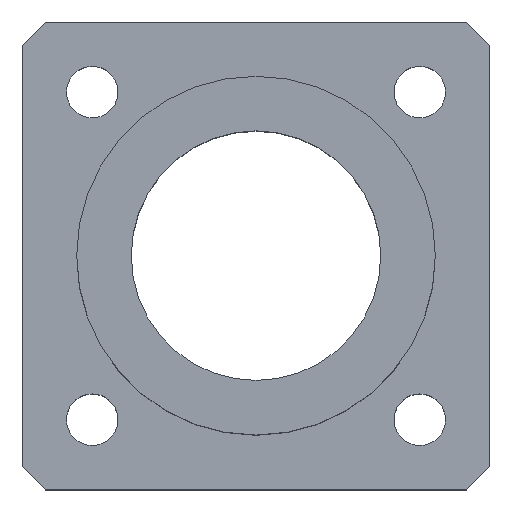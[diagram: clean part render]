
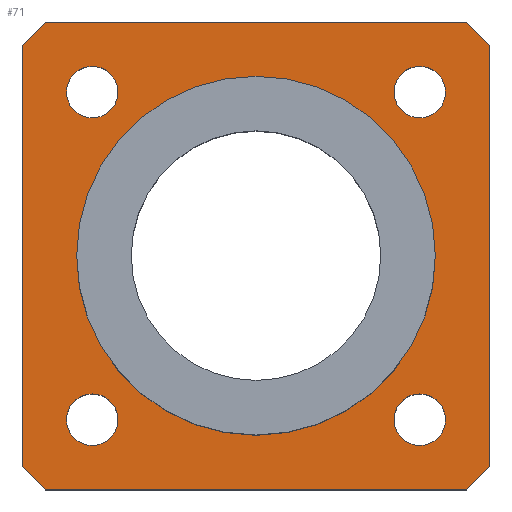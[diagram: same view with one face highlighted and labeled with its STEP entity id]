
A CAD part, top view. The second image highlights one B-rep face of the part: STEP entity #71.
In plain terms, the highlighted planar face has unit normal (0, 0, 1).
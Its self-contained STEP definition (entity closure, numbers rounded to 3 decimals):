
#71 = ADVANCED_FACE( '', ( #153, #154, #155, #156, #157, #158 ), #159, .T. );
#153 = FACE_OUTER_BOUND( '', #236, .T. );
#154 = FACE_BOUND( '', #237, .T. );
#155 = FACE_BOUND( '', #238, .T. );
#156 = FACE_BOUND( '', #239, .T. );
#157 = FACE_BOUND( '', #240, .T. );
#158 = FACE_BOUND( '', #241, .T. );
#159 = PLANE( '', #242 );
#236 = EDGE_LOOP( '', ( #363, #364, #365, #366, #367, #368, #369, #370 ) );
#237 = EDGE_LOOP( '', ( #371 ) );
#238 = EDGE_LOOP( '', ( #372 ) );
#239 = EDGE_LOOP( '', ( #373 ) );
#240 = EDGE_LOOP( '', ( #374 ) );
#241 = EDGE_LOOP( '', ( #375 ) );
#242 = AXIS2_PLACEMENT_3D( '', #376, #377, #378 );
#363 = ORIENTED_EDGE( '', *, *, #457, .T. );
#364 = ORIENTED_EDGE( '', *, *, #422, .T. );
#365 = ORIENTED_EDGE( '', *, *, #443, .T. );
#366 = ORIENTED_EDGE( '', *, *, #458, .T. );
#367 = ORIENTED_EDGE( '', *, *, #459, .T. );
#368 = ORIENTED_EDGE( '', *, *, #412, .T. );
#369 = ORIENTED_EDGE( '', *, *, #426, .T. );
#370 = ORIENTED_EDGE( '', *, *, #417, .T. );
#371 = ORIENTED_EDGE( '', *, *, #455, .F. );
#372 = ORIENTED_EDGE( '', *, *, #448, .F. );
#373 = ORIENTED_EDGE( '', *, *, #440, .F. );
#374 = ORIENTED_EDGE( '', *, *, #460, .F. );
#375 = ORIENTED_EDGE( '', *, *, #445, .T. );
#376 = CARTESIAN_POINT( '', ( 0., 0., 10. ) );
#377 = DIRECTION( '', ( 0., 0., 1. ) );
#378 = DIRECTION( '', ( 1., 0., 0. ) );
#412 = EDGE_CURVE( '', #472, #470, #473, .T. );
#417 = EDGE_CURVE( '', #481, #479, #482, .T. );
#422 = EDGE_CURVE( '', #490, #488, #491, .T. );
#426 = EDGE_CURVE( '', #470, #481, #495, .T. );
#440 = EDGE_CURVE( '', #517, #517, #518, .T. );
#443 = EDGE_CURVE( '', #488, #520, #522, .T. );
#445 = EDGE_CURVE( '', #524, #524, #525, .F. );
#448 = EDGE_CURVE( '', #529, #529, #530, .T. );
#455 = EDGE_CURVE( '', #539, #539, #540, .T. );
#457 = EDGE_CURVE( '', #479, #490, #542, .T. );
#458 = EDGE_CURVE( '', #520, #543, #544, .T. );
#459 = EDGE_CURVE( '', #543, #472, #545, .T. );
#460 = EDGE_CURVE( '', #546, #546, #547, .T. );
#470 = VERTEX_POINT( '', #558 );
#472 = VERTEX_POINT( '', #561 );
#473 = LINE( '', #562, #563 );
#479 = VERTEX_POINT( '', #571 );
#481 = VERTEX_POINT( '', #574 );
#482 = LINE( '', #575, #576 );
#488 = VERTEX_POINT( '', #584 );
#490 = VERTEX_POINT( '', #587 );
#491 = LINE( '', #588, #589 );
#495 = LINE( '', #595, #596 );
#517 = VERTEX_POINT( '', #622 );
#518 = CIRCLE( '', #623, 3.3 );
#520 = VERTEX_POINT( '', #625 );
#522 = LINE( '', #628, #629 );
#524 = VERTEX_POINT( '', #631 );
#525 = CIRCLE( '', #632, 23. );
#529 = VERTEX_POINT( '', #636 );
#530 = CIRCLE( '', #637, 3.3 );
#539 = VERTEX_POINT( '', #646 );
#540 = CIRCLE( '', #647, 3.3 );
#542 = LINE( '', #649, #650 );
#543 = VERTEX_POINT( '', #651 );
#544 = LINE( '', #652, #653 );
#545 = LINE( '', #654, #655 );
#546 = VERTEX_POINT( '', #656 );
#547 = CIRCLE( '', #657, 3.3 );
#558 = CARTESIAN_POINT( '', ( 30., 57., 10. ) );
#561 = CARTESIAN_POINT( '', ( 30., 3., 10. ) );
#562 = CARTESIAN_POINT( '', ( 30., 3., 10. ) );
#563 = VECTOR( '', #666, 1000. );
#571 = CARTESIAN_POINT( '', ( -27., 60., 10. ) );
#574 = CARTESIAN_POINT( '', ( 27., 60., 10. ) );
#575 = CARTESIAN_POINT( '', ( 27., 60., 10. ) );
#576 = VECTOR( '', #670, 1000. );
#584 = CARTESIAN_POINT( '', ( -30., 3., 10. ) );
#587 = CARTESIAN_POINT( '', ( -30., 57., 10. ) );
#588 = CARTESIAN_POINT( '', ( -30., 57., 10. ) );
#589 = VECTOR( '', #674, 1000. );
#595 = CARTESIAN_POINT( '', ( 30., 57., 10. ) );
#596 = VECTOR( '', #677, 1000. );
#622 = CARTESIAN_POINT( '', ( -17.7, 51., 10. ) );
#623 = AXIS2_PLACEMENT_3D( '', #700, #701, #702 );
#625 = CARTESIAN_POINT( '', ( -27., 0., 10. ) );
#628 = CARTESIAN_POINT( '', ( -30., 3., 10. ) );
#629 = VECTOR( '', #704, 1000. );
#631 = CARTESIAN_POINT( '', ( 23., 30., 10. ) );
#632 = AXIS2_PLACEMENT_3D( '', #705, #706, #707 );
#636 = CARTESIAN_POINT( '', ( 24.3, 9., 10. ) );
#637 = AXIS2_PLACEMENT_3D( '', #711, #712, #713 );
#646 = CARTESIAN_POINT( '', ( 24.3, 51., 10. ) );
#647 = AXIS2_PLACEMENT_3D( '', #720, #721, #722 );
#649 = CARTESIAN_POINT( '', ( -27., 60., 10. ) );
#650 = VECTOR( '', #723, 1000. );
#651 = CARTESIAN_POINT( '', ( 27., 0., 10. ) );
#652 = CARTESIAN_POINT( '', ( -27., 0., 10. ) );
#653 = VECTOR( '', #724, 1000. );
#654 = CARTESIAN_POINT( '', ( 27., 0., 10. ) );
#655 = VECTOR( '', #725, 1000. );
#656 = CARTESIAN_POINT( '', ( -17.7, 9., 10. ) );
#657 = AXIS2_PLACEMENT_3D( '', #726, #727, #728 );
#666 = DIRECTION( '', ( 0., 1., 0. ) );
#670 = DIRECTION( '', ( -1., 0., 0. ) );
#674 = DIRECTION( '', ( 0., -1., 0. ) );
#677 = DIRECTION( '', ( -0.707, 0.707, 0. ) );
#700 = CARTESIAN_POINT( '', ( -21., 51., 10. ) );
#701 = DIRECTION( '', ( 0., 0., 1. ) );
#702 = DIRECTION( '', ( 1., 0., 0. ) );
#704 = DIRECTION( '', ( 0.707, -0.707, 0. ) );
#705 = CARTESIAN_POINT( '', ( 0., 30., 10. ) );
#706 = DIRECTION( '', ( 0., 0., 1. ) );
#707 = DIRECTION( '', ( 1., 0., 0. ) );
#711 = CARTESIAN_POINT( '', ( 21., 9., 10. ) );
#712 = DIRECTION( '', ( 0., 0., 1. ) );
#713 = DIRECTION( '', ( 1., 0., 0. ) );
#720 = CARTESIAN_POINT( '', ( 21., 51., 10. ) );
#721 = DIRECTION( '', ( 0., 0., 1. ) );
#722 = DIRECTION( '', ( 1., 0., 0. ) );
#723 = DIRECTION( '', ( -0.707, -0.707, 0. ) );
#724 = DIRECTION( '', ( 1., 0., 0. ) );
#725 = DIRECTION( '', ( 0.707, 0.707, 0. ) );
#726 = CARTESIAN_POINT( '', ( -21., 9., 10. ) );
#727 = DIRECTION( '', ( 0., 0., 1. ) );
#728 = DIRECTION( '', ( 1., 0., 0. ) );
